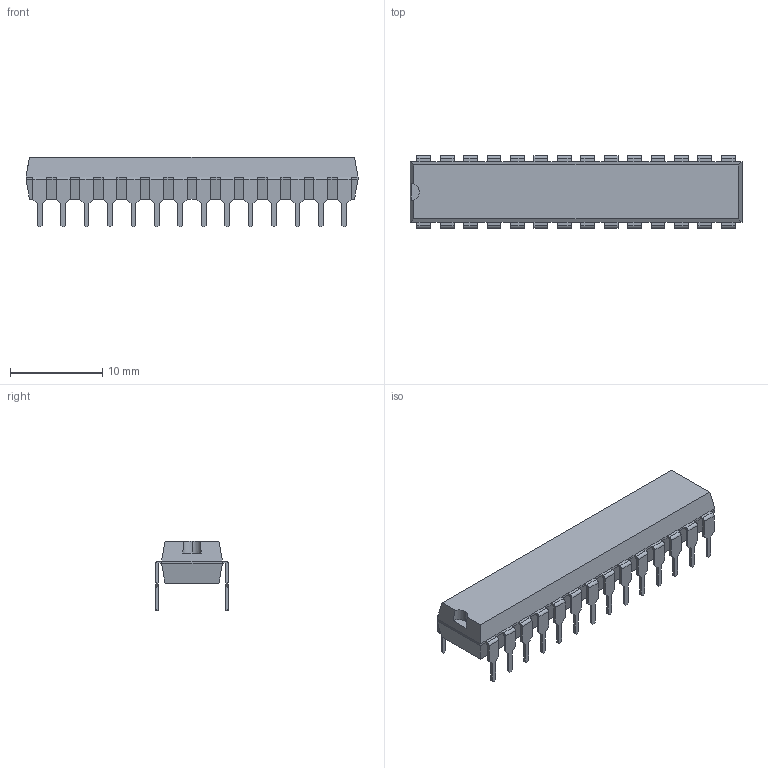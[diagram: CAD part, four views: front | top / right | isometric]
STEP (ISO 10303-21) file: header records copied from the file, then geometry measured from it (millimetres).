
FILE_DESCRIPTION (( 'STEP AP214' ), '1' );
FILE_NAME ('7E02BB63-17A3-4ED2-9736-D9E002AB7203.STEP', '2008-07-25T12:05:12', ( 'SysAdmin' ), ( 'SolidWorks' ), 'SwSTEP 2.0', 'SolidWorks 2008', '' );
FILE_SCHEMA (( 'AUTOMOTIVE_DESIGN' ));
Length unit declared in the file: millimetre
Products named in the file (1): 7E02BB63-17A3-4ED2-9736-D9E002AB7203
Bounding box: 36 x 7.87 x 7.57 mm (x, y, z)
Volume: 1055.7 mm3; surface area: 1198 mm2
Topology: 1 solids, 1 shells, 465 faces, 1269 edges, 806 vertices
Faces by surface type: plane 407, cylinder 58
Entity records: 14857 total; most frequent: CARTESIAN_POINT 2547, ORIENTED_EDGE 2538, DIRECTION 2315, EDGE_CURVE 1269, VECTOR 1151, LINE 1151, VERTEX_POINT 806, AXIS2_PLACEMENT_3D 582
